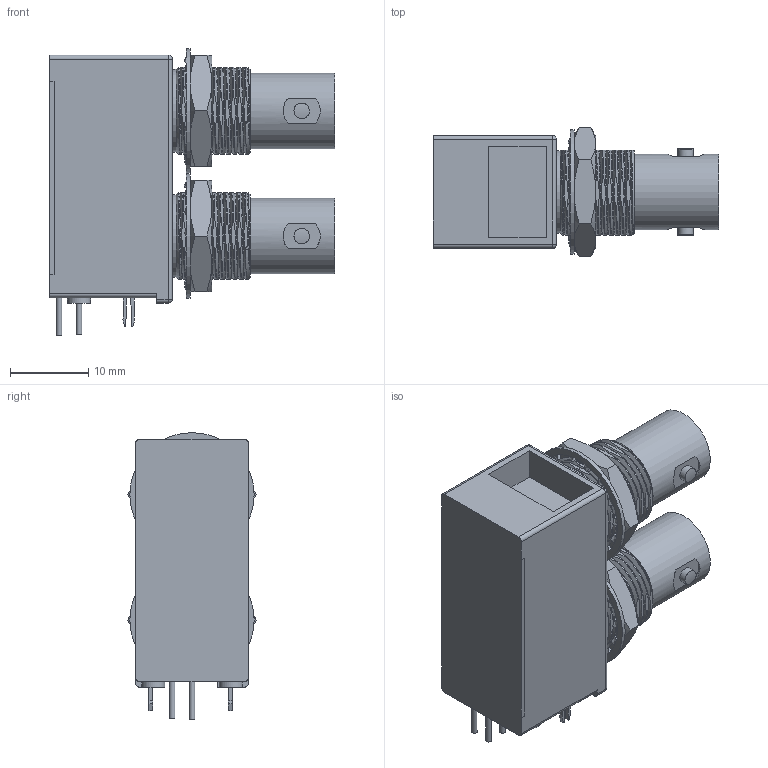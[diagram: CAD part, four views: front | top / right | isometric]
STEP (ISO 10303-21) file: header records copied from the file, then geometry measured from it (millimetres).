
FILE_DESCRIPTION(/* description */ (''),/* implementation_level */ '2;1');
FILE_NAME(/* name */ 'Amphenol 31-6590.step',/* time_stamp */ '2024-03-16T15:10:12Z',/* author */ (''),/* organization */ (''),/* preprocessor_version */ 'ST-DEVELOPER v20',/* originating_system */ 'Autodesk Translation Framework v12.20.1.177',/* authorisation */ '');
FILE_SCHEMA (('AUTOMOTIVE_DESIGN { 1 0 10303 214 3 1 1 }'));
Products named in the file (1): Amphenol 31-6590
Bounding box: 36.51 x 16.42 x 36.63 mm (x, y, z)
Volume: 9832.6 mm3; surface area: 5997.7 mm2
Topology: 1 solids, 1 shells, 726 faces, 1990 edges, 1290 vertices
Faces by surface type: plane 284, bspline 204, cylinder 184, cone 50, sphere 4
Full cylindrical faces by diameter (mm): 0.01 x4, 0.127 x4, 0.711 x3, 1.422 x2, 1.981 x4, 2.108 x2, 2.2 x2, 2.946 x2, 4.67 x2, 9.652 x2, 10.551 x2, 11.811 x2, 15.88 x2
Entity records: 47315 total; most frequent: CARTESIAN_POINT 30964, ORIENTED_EDGE 3972, DIRECTION 2418, EDGE_CURVE 1986, VERTEX_POINT 1290, LINE 888, VECTOR 888, B_SPLINE_CURVE_WITH_KNOTS 784
